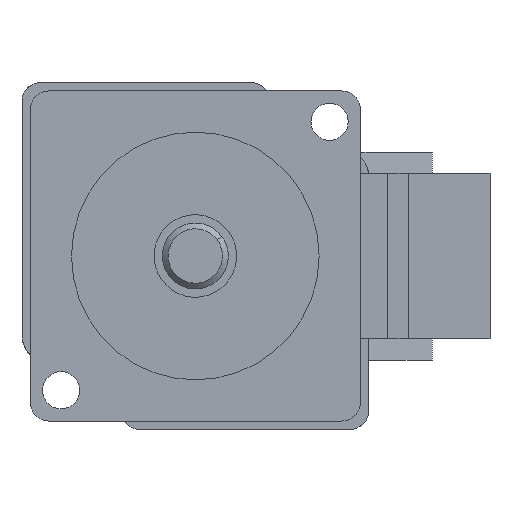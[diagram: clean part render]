
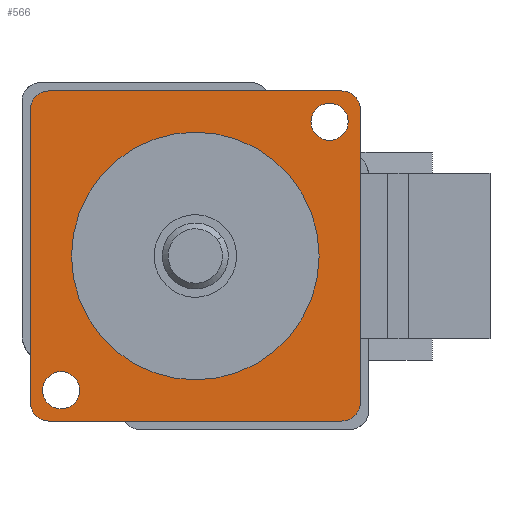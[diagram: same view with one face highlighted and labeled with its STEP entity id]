
A CAD part, left-side view. The second image highlights one B-rep face of the part: STEP entity #566.
In plain terms, the highlighted planar face has unit normal (-1, 0, 0).
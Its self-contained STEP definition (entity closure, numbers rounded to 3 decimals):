
#32 = VERTEX_POINT ( 'NONE', #853 ) ;
#56 = EDGE_LOOP ( 'NONE', ( #312, #366 ) ) ;
#82 = ORIENTED_EDGE ( 'NONE', *, *, #167, .F. ) ;
#84 = VERTEX_POINT ( 'NONE', #1282 ) ;
#110 = EDGE_CURVE ( 'NONE', #314, #32, #1440, .T. ) ;
#167 = EDGE_CURVE ( 'NONE', #195, #2865, #1861, .T. ) ;
#182 = ORIENTED_EDGE ( 'NONE', *, *, #217, .F. ) ;
#195 = VERTEX_POINT ( 'NONE', #1951 ) ;
#217 = EDGE_CURVE ( 'NONE', #232, #2835, #2064, .T. ) ;
#232 = VERTEX_POINT ( 'NONE', #2141 ) ;
#247 = ORIENTED_EDGE ( 'NONE', *, *, #523, .T. ) ;
#274 = ORIENTED_EDGE ( 'NONE', *, *, #309, .F. ) ;
#292 = ORIENTED_EDGE ( 'NONE', *, *, #330, .T. ) ;
#302 = ORIENTED_EDGE ( 'NONE', *, *, #2852, .F. ) ;
#309 = EDGE_CURVE ( 'NONE', #338, #314, #1107, .T. ) ;
#312 = ORIENTED_EDGE ( 'NONE', *, *, #500, .T. ) ;
#314 = VERTEX_POINT ( 'NONE', #1126 ) ;
#320 = VERTEX_POINT ( 'NONE', #1200 ) ;
#330 = EDGE_CURVE ( 'NONE', #534, #84, #1254, .T. ) ;
#338 = VERTEX_POINT ( 'NONE', #1337 ) ;
#360 = VERTEX_POINT ( 'NONE', #1462 ) ;
#366 = ORIENTED_EDGE ( 'NONE', *, *, #1098, .T. ) ;
#367 = ORIENTED_EDGE ( 'NONE', *, *, #392, .F. ) ;
#392 = EDGE_CURVE ( 'NONE', #32, #195, #1686, .T. ) ;
#397 = ORIENTED_EDGE ( 'NONE', *, *, #469, .F. ) ;
#456 = VERTEX_POINT ( 'NONE', #721 ) ;
#469 = EDGE_CURVE ( 'NONE', #360, #320, #756, .T. ) ;
#482 = EDGE_LOOP ( 'NONE', ( #397, #2507 ) ) ;
#483 = ORIENTED_EDGE ( 'NONE', *, *, #110, .F. ) ;
#500 = EDGE_CURVE ( 'NONE', #1846, #456, #862, .T. ) ;
#523 = EDGE_CURVE ( 'NONE', #84, #534, #1035, .T. ) ;
#534 = VERTEX_POINT ( 'NONE', #1127 ) ;
#566 = ADVANCED_FACE ( 'NONE', ( #1369, #1370, #1371, #1372 ), #1373, .F. ) ;
#671 = LINE ( 'NONE', #672, #673 ) ;
#672 = CARTESIAN_POINT ( 'NONE',  ( 0., 17.75, 20. ) ) ;
#673 = VECTOR ( 'NONE', #674, 1000. ) ;
#674 = DIRECTION ( 'NONE',  ( 0., -1., 0. ) ) ;
#721 = CARTESIAN_POINT ( 'NONE',  ( 0., -16.263, 14.013 ) ) ;
#756 = CIRCLE ( 'NONE', #757, 15. ) ;
#757 = AXIS2_PLACEMENT_3D ( 'NONE', #758, #759, #760 ) ;
#758 = CARTESIAN_POINT ( 'NONE',  ( 0., 0., 0. ) ) ;
#759 = DIRECTION ( 'NONE',  ( -1., 0., 0. ) ) ;
#760 = DIRECTION ( 'NONE',  ( 0., -1., 0. ) ) ;
#767 = CARTESIAN_POINT ( 'NONE',  ( 0., 17.75, 20. ) ) ;
#842 = CIRCLE ( 'NONE', #843, 2.25 ) ;
#843 = AXIS2_PLACEMENT_3D ( 'NONE', #844, #845, #846 ) ;
#844 = CARTESIAN_POINT ( 'NONE',  ( 0., 17.75, -17.75 ) ) ;
#845 = DIRECTION ( 'NONE',  ( 1., 0., 0. ) ) ;
#846 = DIRECTION ( 'NONE',  ( 0., 0., -1. ) ) ;
#853 = CARTESIAN_POINT ( 'NONE',  ( 0., -20., -17.75 ) ) ;
#862 = CIRCLE ( 'NONE', #863, 2.25 ) ;
#863 = AXIS2_PLACEMENT_3D ( 'NONE', #864, #865, #866 ) ;
#864 = CARTESIAN_POINT ( 'NONE',  ( 0., -16.263, 16.263 ) ) ;
#865 = DIRECTION ( 'NONE',  ( 1., 0., 0. ) ) ;
#866 = DIRECTION ( 'NONE',  ( 0., 0., -1. ) ) ;
#916 = CARTESIAN_POINT ( 'NONE',  ( 0., 17.75, -20. ) ) ;
#1032 = CARTESIAN_POINT ( 'NONE',  ( 0., 20., -17.75 ) ) ;
#1035 = CIRCLE ( 'NONE', #1036, 2.25 ) ;
#1036 = AXIS2_PLACEMENT_3D ( 'NONE', #1037, #1038, #1039 ) ;
#1037 = CARTESIAN_POINT ( 'NONE',  ( 0., 16.263, -16.263 ) ) ;
#1038 = DIRECTION ( 'NONE',  ( 1., 0., 0. ) ) ;
#1039 = DIRECTION ( 'NONE',  ( 0., 0., -1. ) ) ;
#1098 = EDGE_CURVE ( 'NONE', #456, #1846, #1779, .T. ) ;
#1107 = CIRCLE ( 'NONE', #1108, 2.25 ) ;
#1108 = AXIS2_PLACEMENT_3D ( 'NONE', #1109, #1110, #1111 ) ;
#1109 = CARTESIAN_POINT ( 'NONE',  ( 0., -17.75, 17.75 ) ) ;
#1110 = DIRECTION ( 'NONE',  ( 1., 0., 0. ) ) ;
#1111 = DIRECTION ( 'NONE',  ( 0., 0., -1. ) ) ;
#1126 = CARTESIAN_POINT ( 'NONE',  ( 0., -20., 17.75 ) ) ;
#1127 = CARTESIAN_POINT ( 'NONE',  ( 0., 16.263, -18.513 ) ) ;
#1153 = EDGE_LOOP ( 'NONE', ( #247, #292 ) ) ;
#1200 = CARTESIAN_POINT ( 'NONE',  ( 0., 15., 0. ) ) ;
#1254 = CIRCLE ( 'NONE', #1255, 2.25 ) ;
#1255 = AXIS2_PLACEMENT_3D ( 'NONE', #1256, #1257, #1258 ) ;
#1256 = CARTESIAN_POINT ( 'NONE',  ( 0., 16.263, -16.263 ) ) ;
#1257 = DIRECTION ( 'NONE',  ( 1., 0., 0. ) ) ;
#1258 = DIRECTION ( 'NONE',  ( 0., 0., -1. ) ) ;
#1282 = CARTESIAN_POINT ( 'NONE',  ( 0., 16.263, -14.013 ) ) ;
#1297 = ORIENTED_EDGE ( 'NONE', *, *, #1598, .F. ) ;
#1337 = CARTESIAN_POINT ( 'NONE',  ( 0., -17.75, 20. ) ) ;
#1369 = FACE_OUTER_BOUND ( 'NONE', #2839, .T. ) ;
#1370 = FACE_BOUND ( 'NONE', #482, .T. ) ;
#1371 = FACE_BOUND ( 'NONE', #56, .T. ) ;
#1372 = FACE_BOUND ( 'NONE', #1153, .T. ) ;
#1373 = PLANE ( 'NONE',  #1374 ) ;
#1374 = AXIS2_PLACEMENT_3D ( 'NONE', #1375, #1376, #1377 ) ;
#1375 = CARTESIAN_POINT ( 'NONE',  ( 0., 15., 0. ) ) ;
#1376 = DIRECTION ( 'NONE',  ( 1., 0., 0. ) ) ;
#1377 = DIRECTION ( 'NONE',  ( 0., 1., 0. ) ) ;
#1391 = CIRCLE ( 'NONE', #1392, 15. ) ;
#1392 = AXIS2_PLACEMENT_3D ( 'NONE', #1393, #1394, #1395 ) ;
#1393 = CARTESIAN_POINT ( 'NONE',  ( 0., 0., 0. ) ) ;
#1394 = DIRECTION ( 'NONE',  ( -1., 0., 0. ) ) ;
#1395 = DIRECTION ( 'NONE',  ( 0., -1., 0. ) ) ;
#1440 = LINE ( 'NONE', #1441, #1442 ) ;
#1441 = CARTESIAN_POINT ( 'NONE',  ( 0., -20., 17.75 ) ) ;
#1442 = VECTOR ( 'NONE', #1443, 1000. ) ;
#1443 = DIRECTION ( 'NONE',  ( 0., 0., -1. ) ) ;
#1462 = CARTESIAN_POINT ( 'NONE',  ( 0., -15., 0. ) ) ;
#1598 = EDGE_CURVE ( 'NONE', #2878, #232, #2039, .T. ) ;
#1686 = CIRCLE ( 'NONE', #1687, 2.25 ) ;
#1687 = AXIS2_PLACEMENT_3D ( 'NONE', #1688, #1689, #1690 ) ;
#1688 = CARTESIAN_POINT ( 'NONE',  ( 0., -17.75, -17.75 ) ) ;
#1689 = DIRECTION ( 'NONE',  ( 1., 0., 0. ) ) ;
#1690 = DIRECTION ( 'NONE',  ( 0., 0., -1. ) ) ;
#1779 = CIRCLE ( 'NONE', #1780, 2.25 ) ;
#1780 = AXIS2_PLACEMENT_3D ( 'NONE', #1781, #1782, #1783 ) ;
#1781 = CARTESIAN_POINT ( 'NONE',  ( 0., -16.263, 16.263 ) ) ;
#1782 = DIRECTION ( 'NONE',  ( 1., 0., 0. ) ) ;
#1783 = DIRECTION ( 'NONE',  ( 0., 0., -1. ) ) ;
#1846 = VERTEX_POINT ( 'NONE', #2167 ) ;
#1861 = LINE ( 'NONE', #1862, #1863 ) ;
#1862 = CARTESIAN_POINT ( 'NONE',  ( 0., 17.75, -20. ) ) ;
#1863 = VECTOR ( 'NONE', #1864, 1000. ) ;
#1864 = DIRECTION ( 'NONE',  ( 0., 1., 0. ) ) ;
#1951 = CARTESIAN_POINT ( 'NONE',  ( 0., -17.75, -20. ) ) ;
#2039 = LINE ( 'NONE', #2040, #2041 ) ;
#2040 = CARTESIAN_POINT ( 'NONE',  ( 0., 20., 17.75 ) ) ;
#2041 = VECTOR ( 'NONE', #2042, 1000. ) ;
#2042 = DIRECTION ( 'NONE',  ( 0., 0., 1. ) ) ;
#2064 = CIRCLE ( 'NONE', #2065, 2.25 ) ;
#2065 = AXIS2_PLACEMENT_3D ( 'NONE', #2066, #2067, #2068 ) ;
#2066 = CARTESIAN_POINT ( 'NONE',  ( 0., 17.75, 17.75 ) ) ;
#2067 = DIRECTION ( 'NONE',  ( 1., 0., 0. ) ) ;
#2068 = DIRECTION ( 'NONE',  ( 0., 0., -1. ) ) ;
#2141 = CARTESIAN_POINT ( 'NONE',  ( 0., 20., 17.75 ) ) ;
#2167 = CARTESIAN_POINT ( 'NONE',  ( 0., -16.263, 18.513 ) ) ;
#2507 = ORIENTED_EDGE ( 'NONE', *, *, #2726, .F. ) ;
#2726 = EDGE_CURVE ( 'NONE', #320, #360, #1391, .T. ) ;
#2807 = ORIENTED_EDGE ( 'NONE', *, *, #2818, .F. ) ;
#2818 = EDGE_CURVE ( 'NONE', #2835, #338, #671, .T. ) ;
#2835 = VERTEX_POINT ( 'NONE', #767 ) ;
#2839 = EDGE_LOOP ( 'NONE', ( #302, #82, #367, #483, #274, #2807, #182, #1297 ) ) ;
#2852 = EDGE_CURVE ( 'NONE', #2865, #2878, #842, .T. ) ;
#2865 = VERTEX_POINT ( 'NONE', #916 ) ;
#2878 = VERTEX_POINT ( 'NONE', #1032 ) ;
